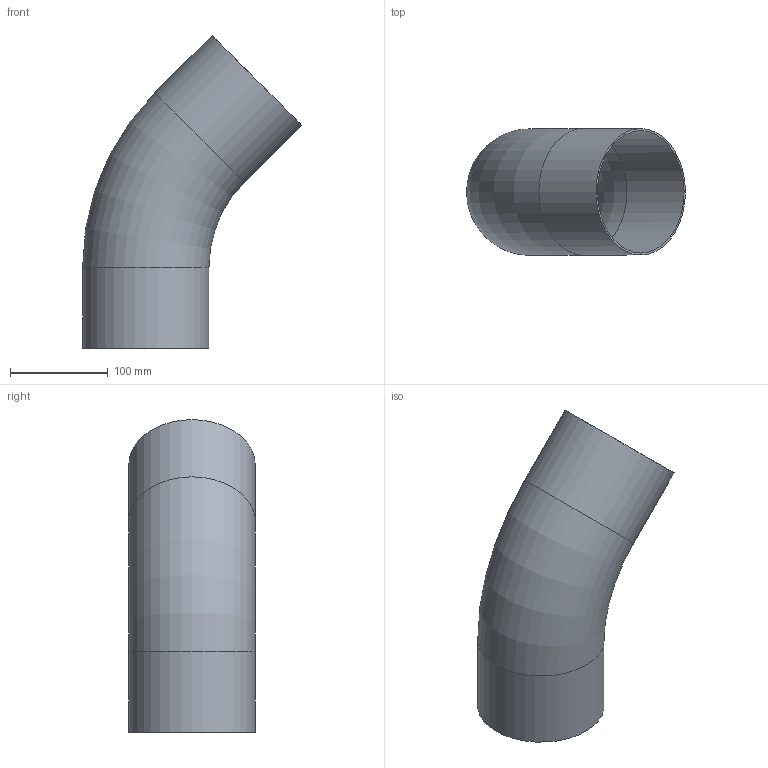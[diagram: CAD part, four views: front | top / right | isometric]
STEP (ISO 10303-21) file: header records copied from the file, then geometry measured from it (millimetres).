
FILE_DESCRIPTION(/* description */ ('Elbow 129x2_45 deg-Version 10'),/* implementation_level */ '2;1');
FILE_NAME(/* name */ 'E045_129x2_MR187,5_L160,2_10.stp',/* time_stamp */ '2020-12-16T12:52:01+01:00',/* author */ ('ahenning'),/* organization */ ('Dockweiler AG An der Autobahn 10/20 Germany 19306 Neustadt-Glewe'),/* preprocessor_version */ 'ST-DEVELOPER v18.1',/* originating_system */ 'Autodesk Inventor 2020',/* authorisation */ '');
FILE_SCHEMA (('AUTOMOTIVE_DESIGN { 1 0 10303 214 3 1 1 }'));
Length unit declared in the file: millimetre
Products named in the file (1): N0001_003_001_85
Bounding box: 223.39 x 129 x 319.09 mm (x, y, z)
Volume: 249229.9 mm3; surface area: 250825.8 mm2
Topology: 1 solids, 1 shells, 8 faces, 17 edges, 14 vertices
Faces by surface type: cylinder 4, torus 2, plane 2
Full cylindrical faces by diameter (mm): 125 x2, 129 x2
Entity records: 268 total; most frequent: DIRECTION 44, CARTESIAN_POINT 38, ORIENTED_EDGE 28, AXIS2_PLACEMENT_3D 20, EDGE_CURVE 14, CIRCLE 11, EDGE_LOOP 10, FACE_OUTER_BOUND 8
